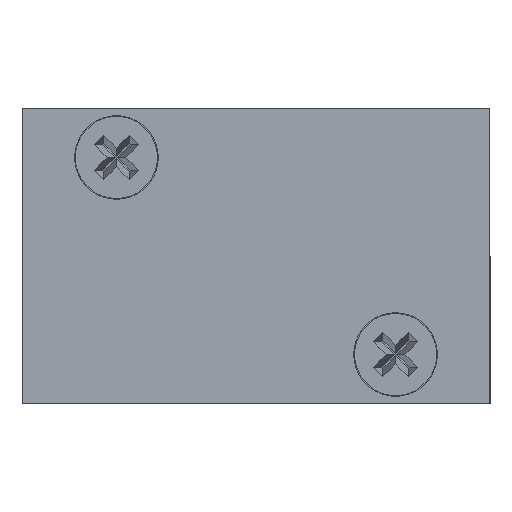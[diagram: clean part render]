
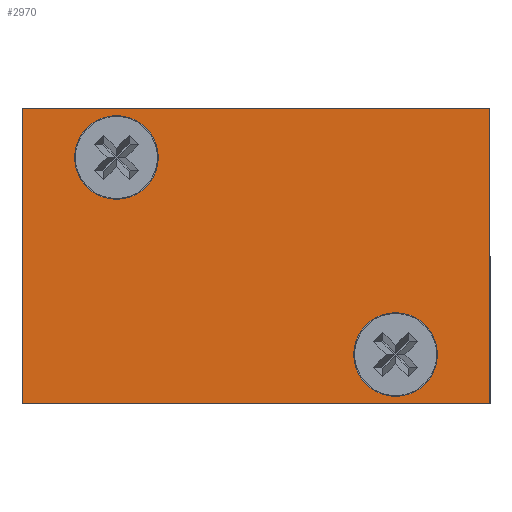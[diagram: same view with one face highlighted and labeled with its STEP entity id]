
A CAD part, left-side view. The second image highlights one B-rep face of the part: STEP entity #2970.
In plain terms, the highlighted planar face has unit normal (-1, 0, 0).
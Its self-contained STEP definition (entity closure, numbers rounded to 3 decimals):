
#44 = EDGE_LOOP ( 'NONE', ( #3730, #3729 ) ) ;
#67 = EDGE_LOOP ( 'NONE', ( #3726, #3725, #3724, #3723 ) ) ;
#69 = EDGE_LOOP ( 'NONE', ( #3728, #3727 ) ) ;
#567 = EDGE_CURVE ( 'NONE', #639, #665, #1875, .T. ) ;
#571 = EDGE_CURVE ( 'NONE', #3970, #3964, #1881, .T. ) ;
#586 = EDGE_CURVE ( 'NONE', #3936, #3965, #1905, .T. ) ;
#588 = EDGE_CURVE ( 'NONE', #665, #639, #1909, .T. ) ;
#589 = EDGE_CURVE ( 'NONE', #3964, #3970, #1911, .T. ) ;
#590 = EDGE_CURVE ( 'NONE', #3953, #3965, #1910, .T. ) ;
#591 = EDGE_CURVE ( 'NONE', #3968, #3953, #1913, .T. ) ;
#592 = EDGE_CURVE ( 'NONE', #3968, #3936, #1915, .T. ) ;
#639 = VERTEX_POINT ( 'NONE', #2152 ) ;
#665 = VERTEX_POINT ( 'NONE', #2098 ) ;
#1357 = DIRECTION ( 'NONE',  ( 0., 0., 1. ) ) ;
#1360 = CARTESIAN_POINT ( 'NONE',  ( -2.5, -28.5, 9. ) ) ;
#1361 = DIRECTION ( 'NONE',  ( -1., 0., 0. ) ) ;
#1362 = PLANE ( 'NONE',  #4238 ) ;
#1507 = CARTESIAN_POINT ( 'NONE',  ( -2.5, -5.75, 3.45 ) ) ;
#1509 = CARTESIAN_POINT ( 'NONE',  ( -2.5, -28.5, -9. ) ) ;
#1511 = CARTESIAN_POINT ( 'NONE',  ( -2.5, 0., 9. ) ) ;
#1512 = CARTESIAN_POINT ( 'NONE',  ( -2.5, -5.75, 8.55 ) ) ;
#1519 = CARTESIAN_POINT ( 'NONE',  ( -2.5, 0., -9. ) ) ;
#1526 = CARTESIAN_POINT ( 'NONE',  ( -2.5, -28.5, 9. ) ) ;
#1875 = CIRCLE ( 'NONE', #4196, 2.55 ) ;
#1881 = CIRCLE ( 'NONE', #4198, 2.55 ) ;
#1905 = LINE ( 'NONE', #2268, #1906 ) ;
#1906 = VECTOR ( 'NONE', #2266, 1000. ) ;
#1909 = CIRCLE ( 'NONE', #4203, 2.55 ) ;
#1910 = LINE ( 'NONE', #2195, #1912 ) ;
#1911 = CIRCLE ( 'NONE', #4204, 2.55 ) ;
#1912 = VECTOR ( 'NONE', #2210, 1000. ) ;
#1913 = LINE ( 'NONE', #2207, #1914 ) ;
#1914 = VECTOR ( 'NONE', #2214, 1000. ) ;
#1915 = LINE ( 'NONE', #2217, #1916 ) ;
#1916 = VECTOR ( 'NONE', #2202, 1000. ) ;
#1980 = FACE_BOUND ( 'NONE', #44, .T. ) ;
#1981 = FACE_BOUND ( 'NONE', #69, .T. ) ;
#1982 = FACE_OUTER_BOUND ( 'NONE', #67, .T. ) ;
#2096 = CARTESIAN_POINT ( 'NONE',  ( -2.5, -22.75, -6. ) ) ;
#2098 = CARTESIAN_POINT ( 'NONE',  ( -2.5, -22.75, -3.45 ) ) ;
#2152 = CARTESIAN_POINT ( 'NONE',  ( -2.5, -22.75, -8.55 ) ) ;
#2194 = DIRECTION ( 'NONE',  ( 0., 0., 1. ) ) ;
#2195 = CARTESIAN_POINT ( 'NONE',  ( -2.5, 0., 9. ) ) ;
#2196 = CARTESIAN_POINT ( 'NONE',  ( -2.5, -22.75, -6. ) ) ;
#2197 = DIRECTION ( 'NONE',  ( -1., 0., 0. ) ) ;
#2198 = DIRECTION ( 'NONE',  ( 0., 0., 1. ) ) ;
#2199 = CARTESIAN_POINT ( 'NONE',  ( -2.5, -5.75, 6. ) ) ;
#2200 = DIRECTION ( 'NONE',  ( -1., 0., 0. ) ) ;
#2201 = DIRECTION ( 'NONE',  ( 0., 0., 1. ) ) ;
#2202 = DIRECTION ( 'NONE',  ( 0., 0., 1. ) ) ;
#2207 = CARTESIAN_POINT ( 'NONE',  ( -2.5, -28.5, -9. ) ) ;
#2210 = DIRECTION ( 'NONE',  ( 0., 0., 1. ) ) ;
#2214 = DIRECTION ( 'NONE',  ( 0., 1., 0. ) ) ;
#2217 = CARTESIAN_POINT ( 'NONE',  ( -2.5, -28.5, 9. ) ) ;
#2222 = DIRECTION ( 'NONE',  ( -1., 0., 0. ) ) ;
#2223 = DIRECTION ( 'NONE',  ( 0., 0., 1. ) ) ;
#2231 = CARTESIAN_POINT ( 'NONE',  ( -2.5, -5.75, 6. ) ) ;
#2266 = DIRECTION ( 'NONE',  ( 0., 1., 0. ) ) ;
#2268 = CARTESIAN_POINT ( 'NONE',  ( -2.5, -28.5, 9. ) ) ;
#2274 = DIRECTION ( 'NONE',  ( -1., 0., 0. ) ) ;
#2970 = ADVANCED_FACE ( 'NONE', ( #1980, #1981, #1982 ), #1362, .T. ) ;
#3723 = ORIENTED_EDGE ( 'NONE', *, *, #586, .T. ) ;
#3724 = ORIENTED_EDGE ( 'NONE', *, *, #592, .T. ) ;
#3725 = ORIENTED_EDGE ( 'NONE', *, *, #591, .F. ) ;
#3726 = ORIENTED_EDGE ( 'NONE', *, *, #590, .F. ) ;
#3727 = ORIENTED_EDGE ( 'NONE', *, *, #571, .F. ) ;
#3728 = ORIENTED_EDGE ( 'NONE', *, *, #589, .F. ) ;
#3729 = ORIENTED_EDGE ( 'NONE', *, *, #567, .F. ) ;
#3730 = ORIENTED_EDGE ( 'NONE', *, *, #588, .F. ) ;
#3936 = VERTEX_POINT ( 'NONE', #1526 ) ;
#3953 = VERTEX_POINT ( 'NONE', #1519 ) ;
#3964 = VERTEX_POINT ( 'NONE', #1512 ) ;
#3965 = VERTEX_POINT ( 'NONE', #1511 ) ;
#3968 = VERTEX_POINT ( 'NONE', #1509 ) ;
#3970 = VERTEX_POINT ( 'NONE', #1507 ) ;
#4196 = AXIS2_PLACEMENT_3D ( 'NONE', #2096, #2274, #2194 ) ;
#4198 = AXIS2_PLACEMENT_3D ( 'NONE', #2231, #2222, #2223 ) ;
#4203 = AXIS2_PLACEMENT_3D ( 'NONE', #2196, #2197, #2198 ) ;
#4204 = AXIS2_PLACEMENT_3D ( 'NONE', #2199, #2200, #2201 ) ;
#4238 = AXIS2_PLACEMENT_3D ( 'NONE', #1360, #1361, #1357 ) ;
